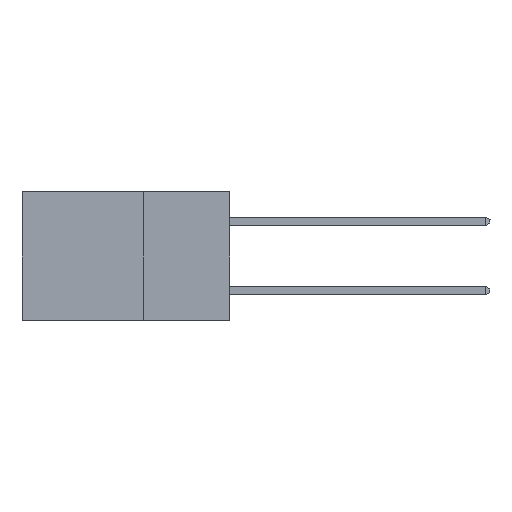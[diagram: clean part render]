
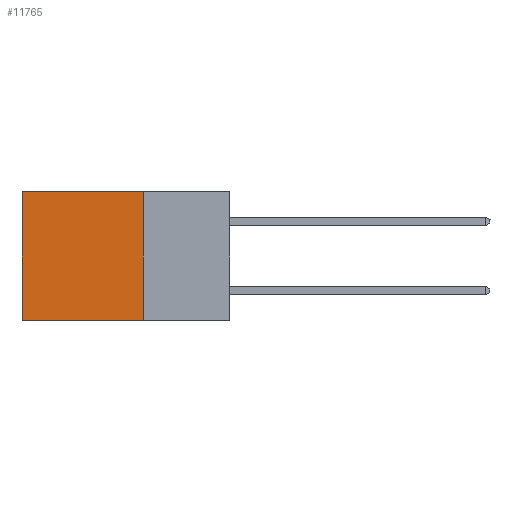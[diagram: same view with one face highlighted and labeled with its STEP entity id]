
A CAD part, left-side view. The second image highlights one B-rep face of the part: STEP entity #11765.
In plain terms, the highlighted planar face has unit normal (-1, 0, 0).
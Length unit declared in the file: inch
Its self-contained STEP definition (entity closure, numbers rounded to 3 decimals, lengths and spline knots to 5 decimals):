
#762 = FACE_OUTER_BOUND ( 'NONE', #15930, .T. ) ;
#843 = VECTOR ( 'NONE', #20901, 39.37008 ) ;
#1195 = CARTESIAN_POINT ( 'NONE',  ( 0.2615, 0.6, -0.37 ) ) ;
#1428 = CARTESIAN_POINT ( 'NONE',  ( 0.2615, 0.25, -0.37 ) ) ;
#2106 = LINE ( 'NONE', #7216, #843 ) ;
#2875 = CARTESIAN_POINT ( 'NONE',  ( 0.2615, 0.25, 0. ) ) ;
#3638 = VERTEX_POINT ( 'NONE', #1428 ) ;
#3820 = VERTEX_POINT ( 'NONE', #8673 ) ;
#5983 = DIRECTION ( 'NONE',  ( 0., 0., -1. ) ) ;
#6307 = EDGE_CURVE ( 'NONE', #13032, #3638, #7150, .T. ) ;
#6935 = EDGE_CURVE ( 'NONE', #13032, #3820, #18310, .T. ) ;
#7150 = LINE ( 'NONE', #9063, #15767 ) ;
#7216 = CARTESIAN_POINT ( 'NONE',  ( 0.2615, 0.25, -0.37 ) ) ;
#8673 = CARTESIAN_POINT ( 'NONE',  ( 0.2615, 0.6, 0. ) ) ;
#9063 = CARTESIAN_POINT ( 'NONE',  ( 0.2615, 0.25, -0.37 ) ) ;
#11284 = CARTESIAN_POINT ( 'NONE',  ( 0.2615, 0.6, -0.37 ) ) ;
#11338 = PLANE ( 'NONE',  #14194 ) ;
#11765 = ADVANCED_FACE ( 'NONE', ( #762 ), #11338, .F. ) ;
#12298 = ORIENTED_EDGE ( 'NONE', *, *, #6307, .F. ) ;
#12813 = CARTESIAN_POINT ( 'NONE',  ( 0.2615, 0.25, 0. ) ) ;
#13032 = VERTEX_POINT ( 'NONE', #12813 ) ;
#13445 = ORIENTED_EDGE ( 'NONE', *, *, #19950, .F. ) ;
#13955 = VECTOR ( 'NONE', #16167, 39.37008 ) ;
#14194 = AXIS2_PLACEMENT_3D ( 'NONE', #17727, #16184, #5983 ) ;
#14787 = EDGE_CURVE ( 'NONE', #3820, #16131, #14911, .T. ) ;
#14911 = LINE ( 'NONE', #1195, #13955 ) ;
#15549 = VECTOR ( 'NONE', #21774, 39.37008 ) ;
#15767 = VECTOR ( 'NONE', #20843, 39.37008 ) ;
#15930 = EDGE_LOOP ( 'NONE', ( #19821, #13445, #12298, #19876 ) ) ;
#16131 = VERTEX_POINT ( 'NONE', #11284 ) ;
#16167 = DIRECTION ( 'NONE',  ( 0., 0., -1. ) ) ;
#16184 = DIRECTION ( 'NONE',  ( 1., 0., 0. ) ) ;
#17727 = CARTESIAN_POINT ( 'NONE',  ( 0.2615, 0.25, -0.37 ) ) ;
#18310 = LINE ( 'NONE', #2875, #15549 ) ;
#19821 = ORIENTED_EDGE ( 'NONE', *, *, #14787, .T. ) ;
#19876 = ORIENTED_EDGE ( 'NONE', *, *, #6935, .T. ) ;
#19950 = EDGE_CURVE ( 'NONE', #3638, #16131, #2106, .T. ) ;
#20843 = DIRECTION ( 'NONE',  ( 0., 0., -1. ) ) ;
#20901 = DIRECTION ( 'NONE',  ( 0., 1., 0. ) ) ;
#21774 = DIRECTION ( 'NONE',  ( 0., 1., 0. ) ) ;
